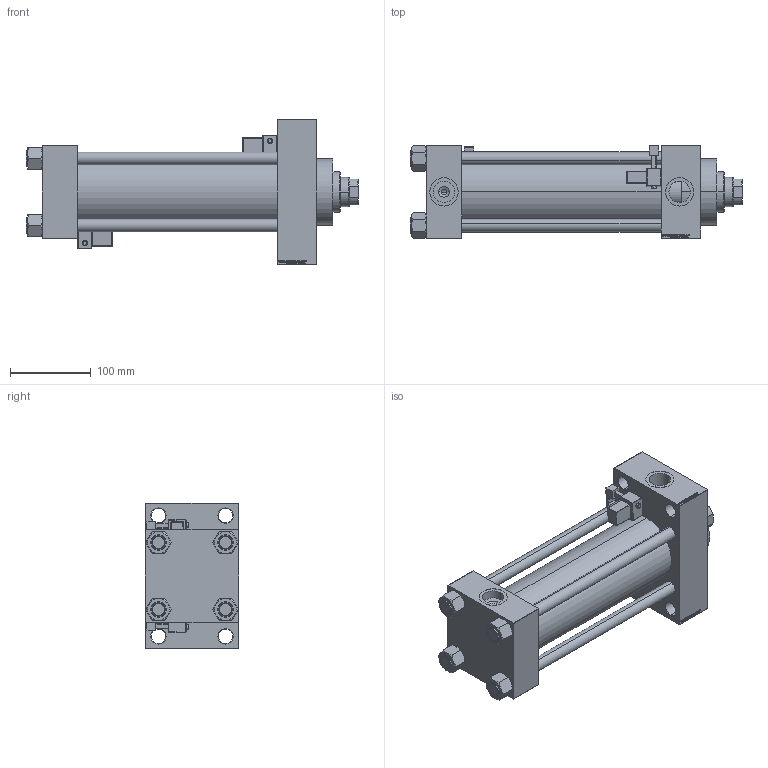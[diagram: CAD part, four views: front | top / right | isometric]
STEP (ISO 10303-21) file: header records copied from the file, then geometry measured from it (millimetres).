
FILE_DESCRIPTION (( 'STEP AP203' ), '1' );
FILE_NAME ('54a5.STEP', '2024-03-18T12:30:14', ( '' ), ( '' ), 'SwSTEP 2.0', 'SolidWorks 2019', '' );
FILE_SCHEMA (( 'CONFIG_CONTROL_DESIGN' ));
Length unit declared in the file: millimetre
Products named in the file (7): V215CR_VCP_D 78d7c4c345dbe4143305b98f3fb58471; 54a5; NUT_M5_D 78d7c4c345dbe4143305b98f3fb58471; V215_VC_A 78d7c4c345dbe4143305b98f3fb58471; V215CR_D_TYCINKA 78d7c4c345dbe4143305b98f3fb58471; V215CR_D_Body 78d7c4c345dbe4143305b98f3fb58471; V215CR_MSU 78d7c4c345dbe4143305b98f3fb58471
Assembly tree (13 placements, depth 2):
  54a5
    V215CR_D_Body 78d7c4c345dbe4143305b98f3fb58471
    V215CR_VCP_D 78d7c4c345dbe4143305b98f3fb58471
    NUT_M5_D 78d7c4c345dbe4143305b98f3fb58471  x4
    V215CR_D_TYCINKA 78d7c4c345dbe4143305b98f3fb58471  x4
    V215_VC_A 78d7c4c345dbe4143305b98f3fb58471
    V215CR_MSU 78d7c4c345dbe4143305b98f3fb58471  x2
Bounding box: 410 x 115 x 180 mm (x, y, z)
Volume: 2489609.7 mm3; surface area: 459465.4 mm2
Topology: 13 solids, 13 shells, 1305 faces, 3261 edges, 2077 vertices
Faces by surface type: plane 603, bspline 368, cylinder 148, cone 142, sphere 24, torus 20
Entity records: 49881 total; most frequent: CARTESIAN_POINT 25534, ORIENTED_EDGE 5404, DIRECTION 3660, EDGE_CURVE 2702, VERTEX_POINT 1759, LINE 1626, VECTOR 1626, EDGE_LOOP 1207
